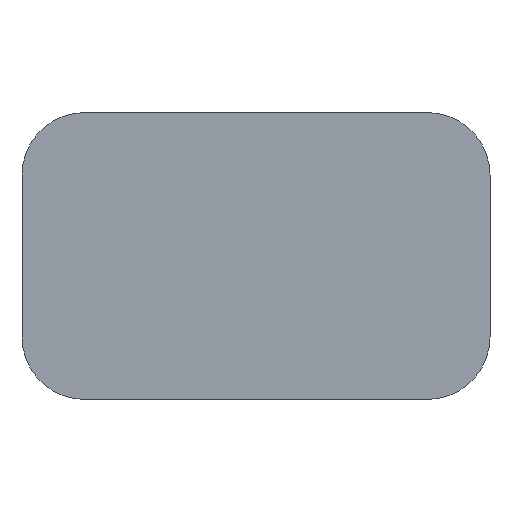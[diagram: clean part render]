
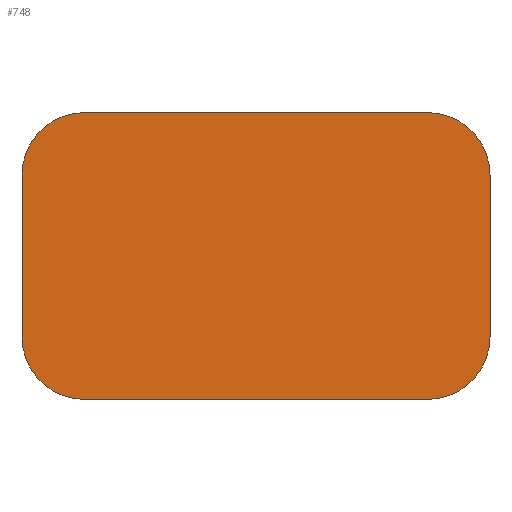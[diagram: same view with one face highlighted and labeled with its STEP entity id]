
A CAD part, front view. The second image highlights one B-rep face of the part: STEP entity #748.
In plain terms, the highlighted planar face has unit normal (0, -1, 0).
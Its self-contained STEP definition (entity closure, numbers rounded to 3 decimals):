
#55=LINE('',#1150,#108);
#63=LINE('',#1171,#116);
#86=LINE('',#1252,#139);
#91=LINE('',#1270,#144);
#108=VECTOR('',#904,1000.);
#116=VECTOR('',#918,1000.);
#139=VECTOR('',#967,1000.);
#144=VECTOR('',#986,1000.);
#241=ORIENTED_EDGE('',*,*,#398,.F.);
#242=ORIENTED_EDGE('',*,*,#410,.F.);
#243=ORIENTED_EDGE('',*,*,#367,.F.);
#244=ORIENTED_EDGE('',*,*,#409,.F.);
#245=ORIENTED_EDGE('',*,*,#407,.F.);
#246=ORIENTED_EDGE('',*,*,#404,.F.);
#247=ORIENTED_EDGE('',*,*,#357,.F.);
#248=ORIENTED_EDGE('',*,*,#402,.F.);
#357=EDGE_CURVE('',#454,#455,#55,.T.);
#367=EDGE_CURVE('',#464,#465,#63,.T.);
#398=EDGE_CURVE('',#493,#494,#86,.T.);
#402=EDGE_CURVE('',#494,#454,#527,.T.);
#404=EDGE_CURVE('',#455,#497,#529,.T.);
#407=EDGE_CURVE('',#497,#499,#91,.T.);
#409=EDGE_CURVE('',#499,#464,#531,.T.);
#410=EDGE_CURVE('',#465,#493,#532,.T.);
#454=VERTEX_POINT('',#1149);
#455=VERTEX_POINT('',#1151);
#464=VERTEX_POINT('',#1170);
#465=VERTEX_POINT('',#1172);
#493=VERTEX_POINT('',#1253);
#494=VERTEX_POINT('',#1254);
#497=VERTEX_POINT('',#1265);
#499=VERTEX_POINT('',#1271);
#527=CIRCLE('',#818,8.284);
#529=CIRCLE('',#821,8.284);
#531=CIRCLE('',#825,8.284);
#532=CIRCLE('',#827,8.284);
#579=EDGE_LOOP('',(#241,#242,#243,#244,#245,#246,#247,#248));
#656=FACE_BOUND('',#579,.T.);
#718=PLANE('',#832);
#748=ADVANCED_FACE('',(#656),#718,.F.);
#818=AXIS2_PLACEMENT_3D('',#1261,#973,#974);
#821=AXIS2_PLACEMENT_3D('',#1264,#979,#980);
#825=AXIS2_PLACEMENT_3D('',#1274,#990,#991);
#827=AXIS2_PLACEMENT_3D('',#1276,#994,#995);
#832=AXIS2_PLACEMENT_3D('',#1284,#1005,#1006);
#904=DIRECTION('',(1.,0.,0.));
#918=DIRECTION('',(-1.,0.,0.));
#967=DIRECTION('',(0.,0.,1.));
#973=DIRECTION('',(0.,1.,0.));
#974=DIRECTION('',(1.,0.,0.));
#979=DIRECTION('',(0.,1.,0.));
#980=DIRECTION('',(1.,0.,0.));
#986=DIRECTION('',(0.,0.,-1.));
#990=DIRECTION('',(0.,1.,0.));
#991=DIRECTION('',(1.,0.,0.));
#994=DIRECTION('',(0.,1.,0.));
#995=DIRECTION('',(1.,0.,0.));
#1005=DIRECTION('',(0.,1.,0.));
#1006=DIRECTION('',(0.,0.,1.));
#1149=CARTESIAN_POINT('',(-22.716,0.,19.));
#1150=CARTESIAN_POINT('',(-22.716,0.,19.));
#1151=CARTESIAN_POINT('',(22.716,0.,19.));
#1170=CARTESIAN_POINT('',(22.716,0.,-19.));
#1171=CARTESIAN_POINT('',(22.716,0.,-19.));
#1172=CARTESIAN_POINT('',(-22.716,0.,-19.));
#1252=CARTESIAN_POINT('',(-31.,0.,-10.716));
#1253=CARTESIAN_POINT('',(-31.,0.,-10.716));
#1254=CARTESIAN_POINT('',(-31.,0.,10.716));
#1261=CARTESIAN_POINT('',(-22.716,0.,10.716));
#1264=CARTESIAN_POINT('',(22.716,0.,10.716));
#1265=CARTESIAN_POINT('',(31.,0.,10.716));
#1270=CARTESIAN_POINT('',(31.,0.,10.716));
#1271=CARTESIAN_POINT('',(31.,0.,-10.716));
#1274=CARTESIAN_POINT('',(22.716,0.,-10.716));
#1276=CARTESIAN_POINT('',(-22.716,0.,-10.716));
#1284=CARTESIAN_POINT('',(-22.716,0.,10.716));
